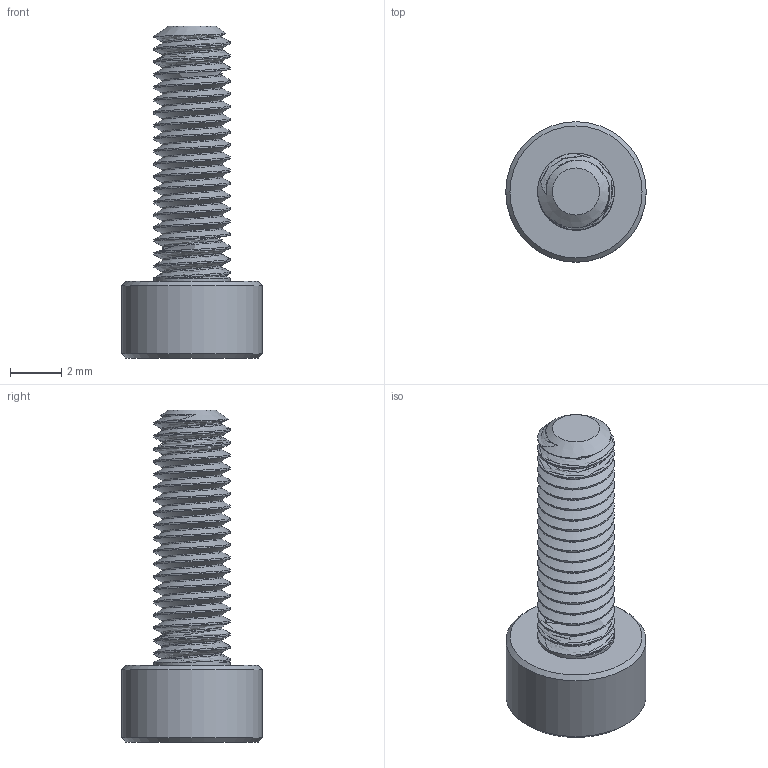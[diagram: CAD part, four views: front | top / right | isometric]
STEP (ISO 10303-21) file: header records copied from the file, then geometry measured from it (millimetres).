
FILE_DESCRIPTION(/* description */ (''),/* implementation_level */ '2;1');
FILE_NAME(/* name */ 'M3x10.step',/* time_stamp */ '2018-06-29T23:25:54+02:00',/* author */ ('boelle'),/* organization */ (''),/* preprocessor_version */ 'ST-DEVELOPER v17',/* originating_system */ 'Autodesk Translation Framework v7.1.0.215',/* authorisation */ '');
FILE_SCHEMA (('AUTOMOTIVE_DESIGN { 1 0 10303 214 3 1 1 }'));
Length unit declared in the file: millimetre
Products named in the file (2): M3x10; 91290A115
Assembly tree (1 placements, depth 2):
  M3x10
    91290A115
Bounding box: 5.5 x 5.5 x 13 mm (x, y, z)
Volume: 116.9 mm3; surface area: 253.6 mm2
Topology: 1 solids, 1 shells, 63 faces, 168 edges, 109 vertices
Faces by surface type: cylinder 41, cone 10, plane 10, bspline 2
Full cylindrical faces by diameter (mm): 2.35 x18, 3 x19, 5.5 x1
Entity records: 5683 total; most frequent: CARTESIAN_POINT 4220, ORIENTED_EDGE 336, DIRECTION 231, EDGE_CURVE 168, VERTEX_POINT 109, AXIS2_PLACEMENT_3D 88, B_SPLINE_CURVE_WITH_KNOTS 84, EDGE_LOOP 65
